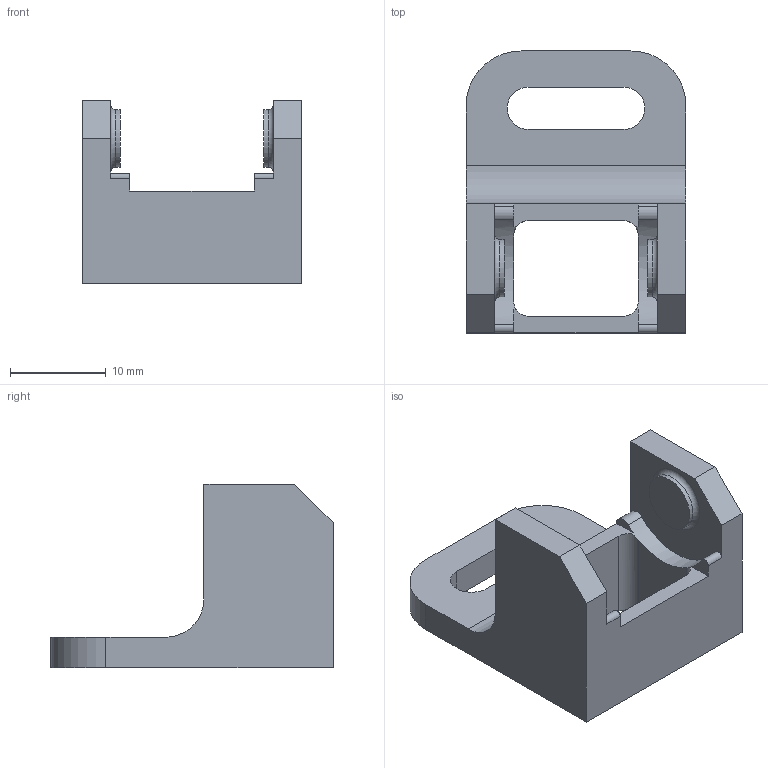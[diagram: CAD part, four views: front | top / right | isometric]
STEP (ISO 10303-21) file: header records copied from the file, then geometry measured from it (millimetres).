
FILE_DESCRIPTION(/* description */ ('STEP AP203'),/* implementation_level */ '2;1');
FILE_NAME(/* name */ '',/* time_stamp */ '2024-12-11T19:46:17+03:00',/* author */ ('Phantom'),/* organization */ ('UNSPECIFIED'),/* preprocessor_version */ 'ST-DEVELOPER v20',/* originating_system */ 'Autodesk Inventor 2025',/* authorisation */ '');
FILE_SCHEMA (('AUTOMOTIVE_DESIGN { 1 0 10303 214 3 1 1 }'));
Length unit declared in the file: millimetre
Products named in the file (1): цепь для провода
Bounding box: 23 x 29.5 x 19.2 mm (x, y, z)
Volume: 3553.3 mm3; surface area: 2872.7 mm2
Topology: 1 solids, 1 shells, 48 faces, 134 edges, 89 vertices
Faces by surface type: plane 29, cylinder 17, torus 2
Full cylindrical faces by diameter (mm): 6 x2
Entity records: 1690 total; most frequent: CARTESIAN_POINT 363, DIRECTION 271, ORIENTED_EDGE 268, EDGE_CURVE 134, AXIS2_PLACEMENT_3D 92, VERTEX_POINT 89, LINE 87, VECTOR 87
